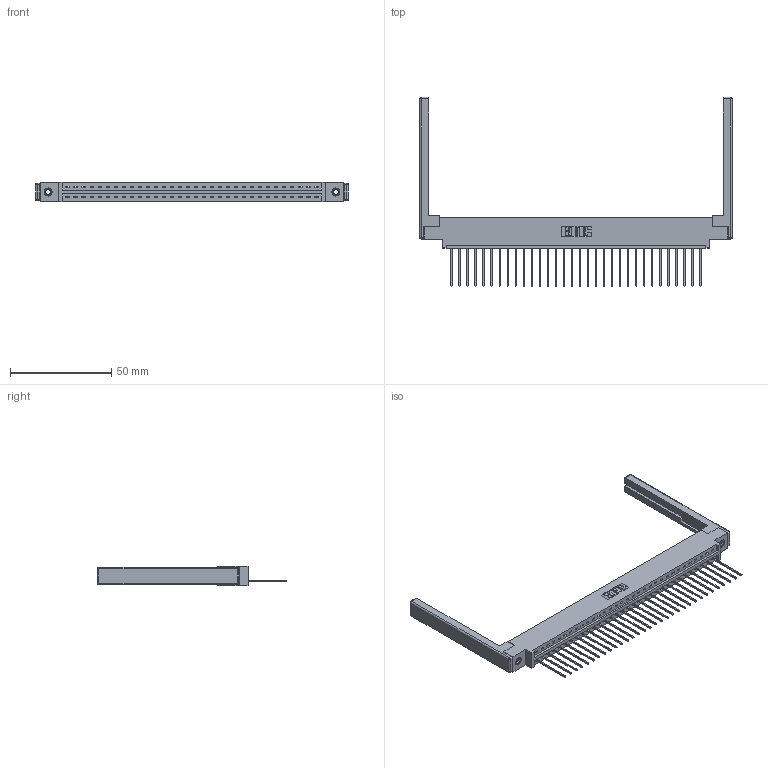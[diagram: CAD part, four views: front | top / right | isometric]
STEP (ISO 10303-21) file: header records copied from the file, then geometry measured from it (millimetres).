
FILE_DESCRIPTION (( 'STEP AP203' ), '1' );
FILE_NAME ('337-032-541-668.STEP', '2019-10-01T03:21:40', ( '' ), ( '' ), 'SwSTEP 2.0', 'SolidWorks 2016', '' );
FILE_SCHEMA (( 'CONFIG_CONTROL_DESIGN' ));
Length unit declared in the file: inch
Products named in the file (5): 307-220-068; 345-292-001_345-293-141; 337 Part_0.170 Offset - 0.156 Dia-TI; 345-250-001_345-250-001-102; 337-032-541-668
Assembly tree (37 placements, depth 2):
  337-032-541-668
    337 Part_0.170 Offset - 0.156 Dia-TI
    345-292-001_345-293-141  x32
    345-250-001_345-250-001-102  x2
    307-220-068  x2
Bounding box: 154.23 x 93.35 x 9.4 mm (x, y, z)
Volume: 20283.7 mm3; surface area: 21205.6 mm2
Topology: 37 solids, 37 shells, 2256 faces, 6729 edges, 4422 vertices
Faces by surface type: plane 1634, cylinder 598, cone 12, sphere 8, torus 4
Entity records: 27990 total; most frequent: CARTESIAN_POINT 4831, ORIENTED_EDGE 4788, DIRECTION 4160, EDGE_CURVE 2394, LINE 2216, VECTOR 2216, VERTEX_POINT 1586, AXIS2_PLACEMENT_3D 972
